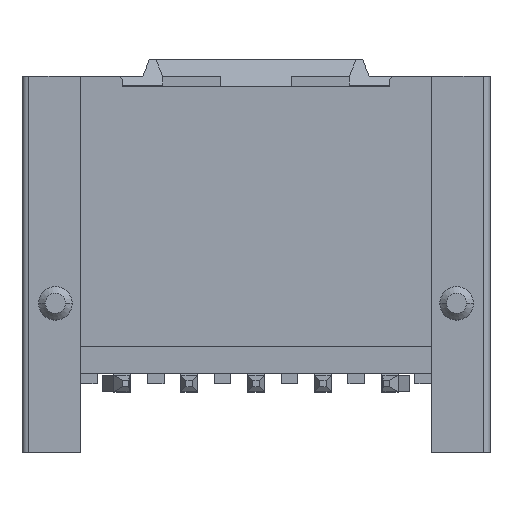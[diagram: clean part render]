
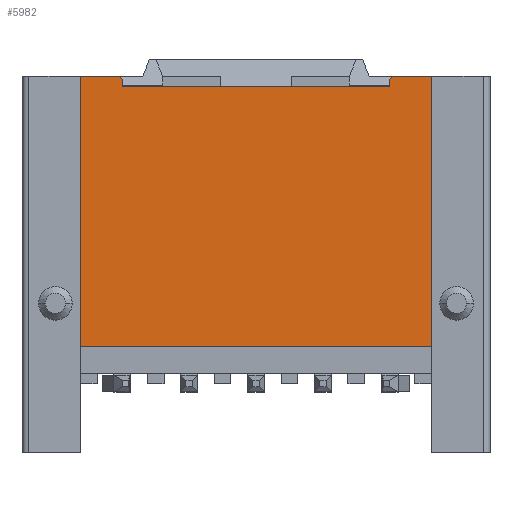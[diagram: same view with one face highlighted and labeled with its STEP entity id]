
A CAD part, top view. The second image highlights one B-rep face of the part: STEP entity #5982.
In plain terms, the highlighted planar face has unit normal (0, 0, 1).
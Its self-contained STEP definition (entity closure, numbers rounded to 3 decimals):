
#521=DIRECTION('',(-1.,0.,0.));
#522=VECTOR('',#521,1.15);
#523=CARTESIAN_POINT('',(-4.1,11.25,-0.1));
#524=LINE('',#523,#522);
#560=DIRECTION('',(-1.,0.,0.));
#561=VECTOR('',#560,1.15);
#562=CARTESIAN_POINT('',(5.25,11.25,-0.1));
#563=LINE('',#562,#561);
#1165=DIRECTION('',(-0.707,0.707,0.));
#1166=VECTOR('',#1165,0.141);
#1167=CARTESIAN_POINT('',(-4.,11.15,-0.1));
#1168=LINE('',#1167,#1166);
#1169=DIRECTION('',(0.,-1.,0.));
#1170=VECTOR('',#1169,0.2);
#1171=CARTESIAN_POINT('',(-4.,11.15,-0.1));
#1172=LINE('',#1171,#1170);
#1173=DIRECTION('',(1.,0.,0.));
#1174=VECTOR('',#1173,8.);
#1175=CARTESIAN_POINT('',(-4.,10.95,-0.1));
#1176=LINE('',#1175,#1174);
#1177=DIRECTION('',(0.,-1.,0.));
#1178=VECTOR('',#1177,0.2);
#1179=CARTESIAN_POINT('',(4.,11.15,-0.1));
#1180=LINE('',#1179,#1178);
#1181=DIRECTION('',(-0.707,-0.707,0.));
#1182=VECTOR('',#1181,0.141);
#1183=CARTESIAN_POINT('',(4.1,11.25,-0.1));
#1184=LINE('',#1183,#1182);
#1185=DIRECTION('',(-1.,0.,0.));
#1186=VECTOR('',#1185,10.5);
#1187=CARTESIAN_POINT('',(5.25,3.15,-0.1));
#1188=LINE('',#1187,#1186);
#1265=DIRECTION('',(0.,1.,0.));
#1266=VECTOR('',#1265,8.1);
#1267=CARTESIAN_POINT('',(5.25,3.15,-0.1));
#1268=LINE('',#1267,#1266);
#1401=DIRECTION('',(0.,1.,0.));
#1402=VECTOR('',#1401,8.1);
#1403=CARTESIAN_POINT('',(-5.25,3.15,-0.1));
#1404=LINE('',#1403,#1402);
#3482=CARTESIAN_POINT('',(5.25,3.15,-0.1));
#3484=VERTEX_POINT('',#3482);
#3492=CARTESIAN_POINT('',(-5.25,3.15,-0.1));
#3494=VERTEX_POINT('',#3492);
#3509=CARTESIAN_POINT('',(-5.25,11.25,-0.1));
#3511=VERTEX_POINT('',#3509);
#3513=CARTESIAN_POINT('',(5.25,11.25,-0.1));
#3515=VERTEX_POINT('',#3513);
#3629=CARTESIAN_POINT('',(-4.,10.95,-0.1));
#3630=CARTESIAN_POINT('',(4.,10.95,-0.1));
#3631=VERTEX_POINT('',#3629);
#3632=VERTEX_POINT('',#3630);
#4123=CARTESIAN_POINT('',(-4.,11.15,-0.1));
#4124=CARTESIAN_POINT('',(-4.1,11.25,-0.1));
#4125=VERTEX_POINT('',#4123);
#4126=VERTEX_POINT('',#4124);
#4127=CARTESIAN_POINT('',(4.1,11.25,-0.1));
#4128=CARTESIAN_POINT('',(4.,11.15,-0.1));
#4129=VERTEX_POINT('',#4127);
#4130=VERTEX_POINT('',#4128);
#5958=CARTESIAN_POINT('',(5.25,3.15,-0.1));
#5959=DIRECTION('',(0.,0.,-1.));
#5960=DIRECTION('',(0.,1.,0.));
#5961=AXIS2_PLACEMENT_3D('',#5958,#5959,#5960);
#5962=PLANE('',#5961);
#5964=ORIENTED_EDGE('',*,*,#5963,.F.);
#5966=ORIENTED_EDGE('',*,*,#5965,.T.);
#5968=ORIENTED_EDGE('',*,*,#5967,.T.);
#5970=ORIENTED_EDGE('',*,*,#5969,.F.);
#5971=ORIENTED_EDGE('',*,*,#5949,.F.);
#5972=ORIENTED_EDGE('',*,*,#5211,.F.);
#5974=ORIENTED_EDGE('',*,*,#5973,.F.);
#5976=ORIENTED_EDGE('',*,*,#5975,.T.);
#5978=ORIENTED_EDGE('',*,*,#5977,.T.);
#5979=ORIENTED_EDGE('',*,*,#5180,.F.);
#5980=EDGE_LOOP('',(#5964,#5966,#5968,#5970,#5971,#5972,#5974,#5976,#5978,
#5979));
#5981=FACE_OUTER_BOUND('',#5980,.F.);
#5982=ADVANCED_FACE('',(#5981),#5962,.F.);
#5180=EDGE_CURVE('',#4126,#3511,#524,.T.);
#5211=EDGE_CURVE('',#3515,#4129,#563,.T.);
#5949=EDGE_CURVE('',#4129,#4130,#1184,.T.);
#5963=EDGE_CURVE('',#4125,#4126,#1168,.T.);
#5965=EDGE_CURVE('',#4125,#3631,#1172,.T.);
#5967=EDGE_CURVE('',#3631,#3632,#1176,.T.);
#5969=EDGE_CURVE('',#4130,#3632,#1180,.T.);
#5973=EDGE_CURVE('',#3484,#3515,#1268,.T.);
#5975=EDGE_CURVE('',#3484,#3494,#1188,.T.);
#5977=EDGE_CURVE('',#3494,#3511,#1404,.T.);
